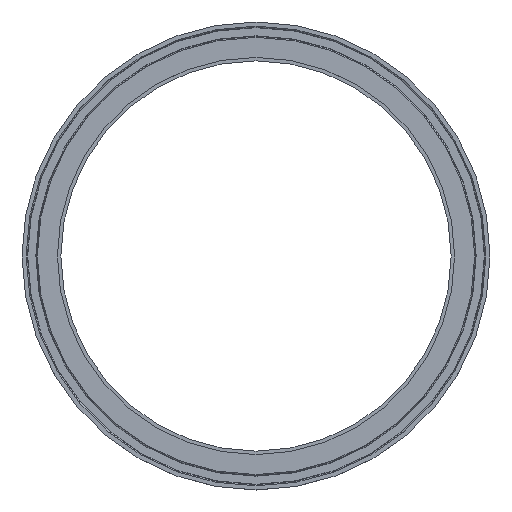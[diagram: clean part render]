
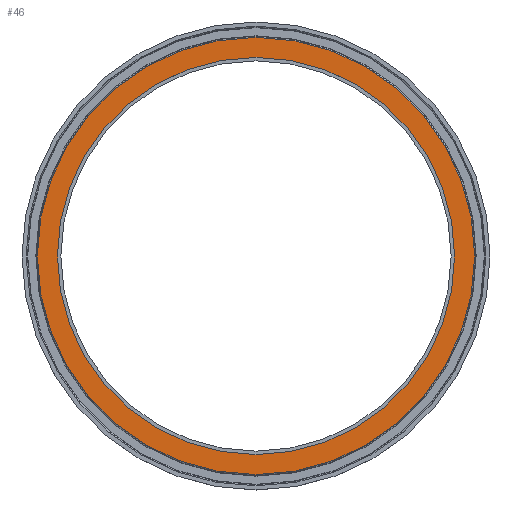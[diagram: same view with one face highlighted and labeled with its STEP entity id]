
A CAD part, top view. The second image highlights one B-rep face of the part: STEP entity #46.
In plain terms, the highlighted planar face has unit normal (0, 0, 1).
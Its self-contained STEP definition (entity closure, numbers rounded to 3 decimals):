
#46 = ADVANCED_FACE( '', ( #103, #104 ), #105, .F. );
#103 = FACE_OUTER_BOUND( '', #182, .T. );
#104 = FACE_BOUND( '', #183, .T. );
#105 = PLANE( '', #184 );
#182 = EDGE_LOOP( '', ( #259 ) );
#183 = EDGE_LOOP( '', ( #260 ) );
#184 = AXIS2_PLACEMENT_3D( '', #261, #262, #263 );
#259 = ORIENTED_EDGE( '', *, *, #361, .T. );
#260 = ORIENTED_EDGE( '', *, *, #362, .T. );
#261 = CARTESIAN_POINT( '', ( 0., 0., 5.969 ) );
#262 = DIRECTION( '', ( 0., 0., -1. ) );
#263 = DIRECTION( '', ( -1., 0., 0. ) );
#361 = EDGE_CURVE( '', #401, #401, #402, .F. );
#362 = EDGE_CURVE( '', #403, #403, #404, .T. );
#401 = VERTEX_POINT( '', #455 );
#402 = CIRCLE( '', #456, 112.141 );
#403 = VERTEX_POINT( '', #457 );
#404 = CIRCLE( '', #458, 101.854 );
#455 = CARTESIAN_POINT( '', ( -112.141, 0., 5.969 ) );
#456 = AXIS2_PLACEMENT_3D( '', #510, #511, #512 );
#457 = CARTESIAN_POINT( '', ( 101.854, 0., 5.969 ) );
#458 = AXIS2_PLACEMENT_3D( '', #513, #514, #515 );
#510 = CARTESIAN_POINT( '', ( 0., 0., 5.969 ) );
#511 = DIRECTION( '', ( 0., 0., -1. ) );
#512 = DIRECTION( '', ( -1., 0., 0. ) );
#513 = CARTESIAN_POINT( '', ( 0., 0., 5.969 ) );
#514 = DIRECTION( '', ( 0., 0., -1. ) );
#515 = DIRECTION( '', ( 1., 0., 0. ) );
